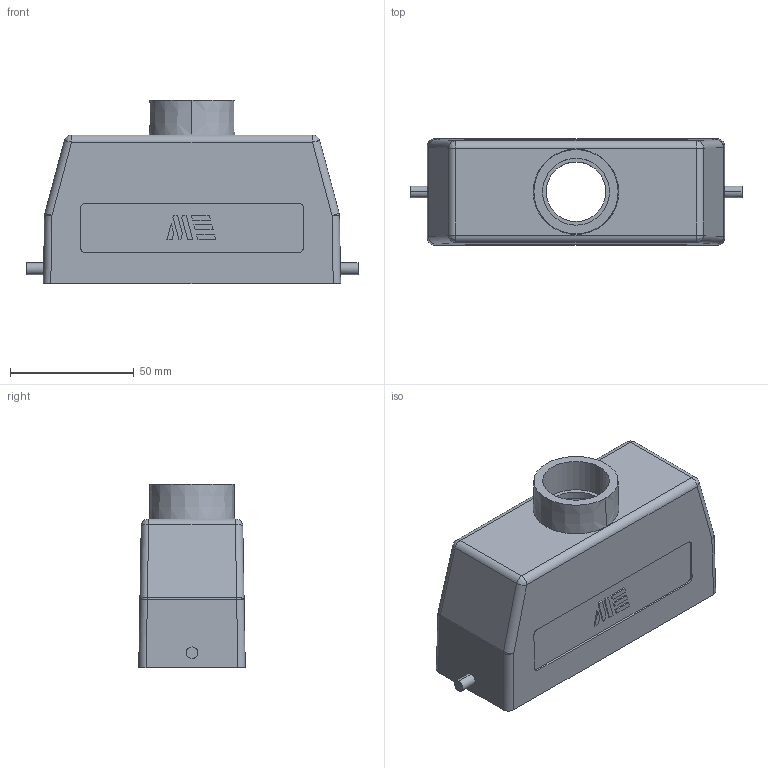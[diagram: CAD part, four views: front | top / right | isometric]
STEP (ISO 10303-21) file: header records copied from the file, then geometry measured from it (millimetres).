
FILE_DESCRIPTION (( 'STEP AP203' ), '1' );
FILE_NAME ('293742905.step', '2025-02-12T17:54:49', ( '' ), ( '' ), 'SwSTEP 2.0', 'SolidWorks 2024', '' );
FILE_SCHEMA (( 'CONFIG_CONTROL_DESIGN' ));
Length unit declared in the file: inch
Products named in the file (1): 293742905
Bounding box: 134 x 43 x 74 mm (x, y, z)
Volume: 73429 mm3; surface area: 46527.2 mm2
Topology: 1 solids, 1 shells, 173 faces, 416 edges, 264 vertices
Faces by surface type: plane 111, cylinder 40, cone 14, bspline 8
Entity records: 5135 total; most frequent: CARTESIAN_POINT 1147, ORIENTED_EDGE 824, DIRECTION 760, EDGE_CURVE 412, LINE 308, VECTOR 308, VERTEX_POINT 264, AXIS2_PLACEMENT_3D 226
